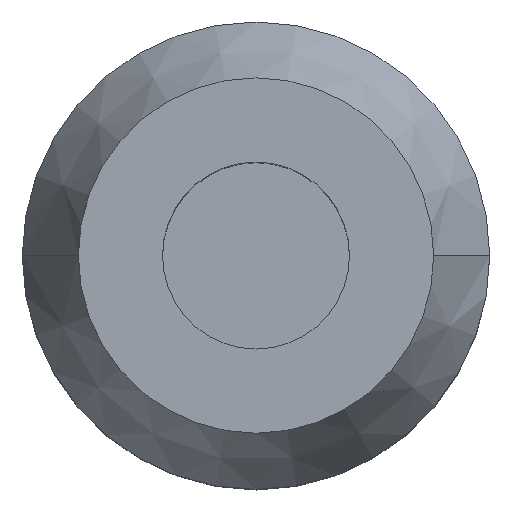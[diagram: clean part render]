
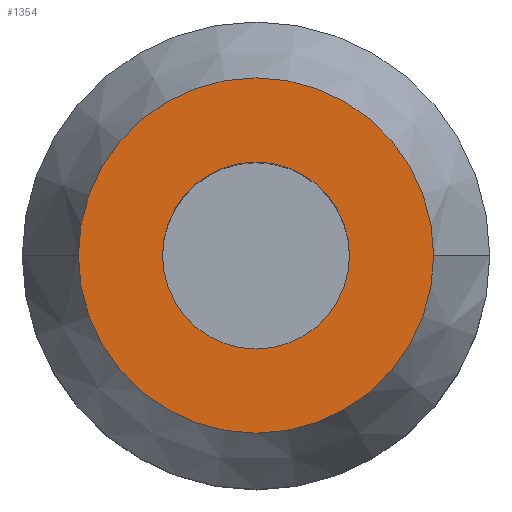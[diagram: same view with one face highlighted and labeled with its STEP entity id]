
A CAD part, top view. The second image highlights one B-rep face of the part: STEP entity #1354.
In plain terms, the highlighted planar face has unit normal (0, 0, 1).
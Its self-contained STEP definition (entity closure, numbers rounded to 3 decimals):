
#92 = VERTEX_POINT ( 'NONE', #1867 ) ;
#114 = DIRECTION ( 'NONE',  ( 0., 0., -1. ) ) ;
#208 = FACE_BOUND ( 'NONE', #504, .T. ) ;
#504 = EDGE_LOOP ( 'NONE', ( #1890, #2888 ) ) ;
#574 = VERTEX_POINT ( 'NONE', #3046 ) ;
#575 = PLANE ( 'NONE',  #797 ) ;
#591 = DIRECTION ( 'NONE',  ( -1., 0., 0. ) ) ;
#680 = DIRECTION ( 'NONE',  ( 0., 0., -1. ) ) ;
#797 = AXIS2_PLACEMENT_3D ( 'NONE', #1164, #3090, #2532 ) ;
#829 = CIRCLE ( 'NONE', #1055, 19. ) ;
#936 = DIRECTION ( 'NONE',  ( -1., 0., 0. ) ) ;
#1017 = EDGE_CURVE ( 'NONE', #3459, #574, #1400, .T. ) ;
#1026 = AXIS2_PLACEMENT_3D ( 'NONE', #1217, #114, #936 ) ;
#1055 = AXIS2_PLACEMENT_3D ( 'NONE', #1644, #1932, #3052 ) ;
#1164 = CARTESIAN_POINT ( 'NONE',  ( 0., 19., 90. ) ) ;
#1178 = DIRECTION ( 'NONE',  ( 0., 0., -1. ) ) ;
#1198 = CIRCLE ( 'NONE', #1026, 10. ) ;
#1217 = CARTESIAN_POINT ( 'NONE',  ( 0., 0., 90. ) ) ;
#1310 = EDGE_CURVE ( 'NONE', #92, #2691, #829, .T. ) ;
#1354 = ADVANCED_FACE ( 'NONE', ( #208, #1658 ), #575, .T. ) ;
#1388 = ORIENTED_EDGE ( 'NONE', *, *, #1310, .F. ) ;
#1400 = CIRCLE ( 'NONE', #2171, 10. ) ;
#1406 = EDGE_CURVE ( 'NONE', #2691, #92, #2107, .T. ) ;
#1505 = EDGE_CURVE ( 'NONE', #574, #3459, #1198, .T. ) ;
#1644 = CARTESIAN_POINT ( 'NONE',  ( 0., 0., 90. ) ) ;
#1658 = FACE_OUTER_BOUND ( 'NONE', #2875, .T. ) ;
#1730 = AXIS2_PLACEMENT_3D ( 'NONE', #2279, #1178, #591 ) ;
#1867 = CARTESIAN_POINT ( 'NONE',  ( 19., 0., 90. ) ) ;
#1890 = ORIENTED_EDGE ( 'NONE', *, *, #1017, .T. ) ;
#1932 = DIRECTION ( 'NONE',  ( 0., 0., -1. ) ) ;
#2107 = CIRCLE ( 'NONE', #1730, 19. ) ;
#2113 = DIRECTION ( 'NONE',  ( -1., 0., 0. ) ) ;
#2171 = AXIS2_PLACEMENT_3D ( 'NONE', #2659, #680, #2113 ) ;
#2279 = CARTESIAN_POINT ( 'NONE',  ( 0., 0., 90. ) ) ;
#2288 = ORIENTED_EDGE ( 'NONE', *, *, #1406, .F. ) ;
#2532 = DIRECTION ( 'NONE',  ( 1., 0., 0. ) ) ;
#2659 = CARTESIAN_POINT ( 'NONE',  ( 0., 0., 90. ) ) ;
#2691 = VERTEX_POINT ( 'NONE', #2759 ) ;
#2759 = CARTESIAN_POINT ( 'NONE',  ( -19., 0., 90. ) ) ;
#2875 = EDGE_LOOP ( 'NONE', ( #2288, #1388 ) ) ;
#2888 = ORIENTED_EDGE ( 'NONE', *, *, #1505, .T. ) ;
#2936 = CARTESIAN_POINT ( 'NONE',  ( -10., 0., 90. ) ) ;
#3046 = CARTESIAN_POINT ( 'NONE',  ( 10., 0., 90. ) ) ;
#3052 = DIRECTION ( 'NONE',  ( -1., 0., 0. ) ) ;
#3090 = DIRECTION ( 'NONE',  ( 0., 0., 1. ) ) ;
#3459 = VERTEX_POINT ( 'NONE', #2936 ) ;
